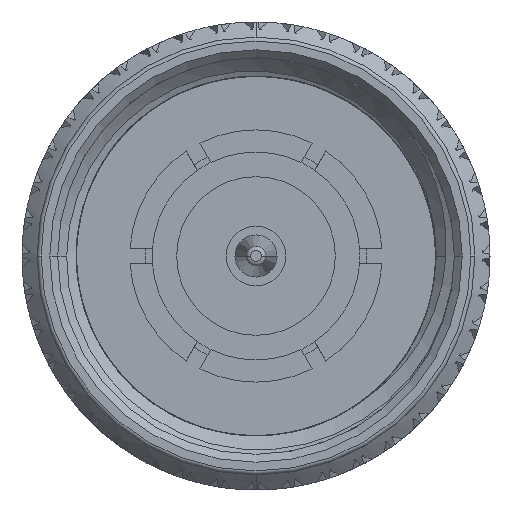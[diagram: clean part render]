
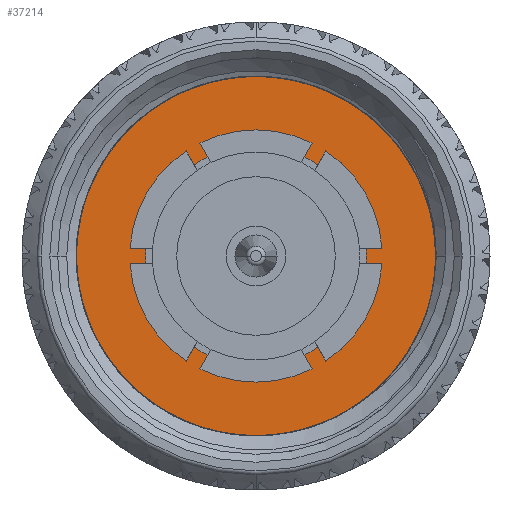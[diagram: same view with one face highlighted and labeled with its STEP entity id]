
A CAD part, left-side view. The second image highlights one B-rep face of the part: STEP entity #37214.
In plain terms, the highlighted planar face has unit normal (-1, 0, 0).
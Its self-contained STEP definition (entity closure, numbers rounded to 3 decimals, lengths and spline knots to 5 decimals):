
#1906 = DIRECTION ( 'NONE',  ( 0., -1., 0. ) ) ;
#2977 = CARTESIAN_POINT ( 'NONE',  ( 0.315, 0.2227, -0.0496 ) ) ;
#3394 = CIRCLE ( 'NONE', #100714, 0.139 ) ;
#3974 = VERTEX_POINT ( 'NONE', #5275 ) ;
#4036 = CARTESIAN_POINT ( 'NONE',  ( 0.315, 0.2268, -0.02482 ) ) ;
#4224 = CARTESIAN_POINT ( 'NONE',  ( 0.315, -0.25, 0. ) ) ;
#5275 = CARTESIAN_POINT ( 'NONE',  ( 0.315, -0.24791, -0.03227 ) ) ;
#5414 = EDGE_CURVE ( 'NONE', #5996, #100990, #80645, .T. ) ;
#5423 = DIRECTION ( 'NONE',  ( -1., 0., 0. ) ) ;
#5996 = VERTEX_POINT ( 'NONE', #4224 ) ;
#6970 = CARTESIAN_POINT ( 'NONE',  ( 0.315, -0.23155, -0.08859 ) ) ;
#11907 = EDGE_CURVE ( 'NONE', #100990, #78003, #68561, .T. ) ;
#14725 = CARTESIAN_POINT ( 'NONE',  ( 0.315, -0.12317, -0.20757 ) ) ;
#14839 = CARTESIAN_POINT ( 'NONE',  ( 0.315, 0.2268, 0. ) ) ;
#15063 = CARTESIAN_POINT ( 'NONE',  ( 0.315, -0.24791, -0.03227 ) ) ;
#15401 = CARTESIAN_POINT ( 'NONE',  ( 0.315, 0.02449, -0.23471 ) ) ;
#19623 = DIRECTION ( 'NONE',  ( 0., -1., 0. ) ) ;
#22084 = CARTESIAN_POINT ( 'NONE',  ( 0.315, 0.12157, -0.19591 ) ) ;
#22435 = CARTESIAN_POINT ( 'NONE',  ( 0.315, 0.08056, -0.2182 ) ) ;
#22499 = EDGE_CURVE ( 'NONE', #102810, #77852, #3394, .T. ) ;
#22777 = CARTESIAN_POINT ( 'NONE',  ( 0.315, 0.09131, -0.21337 ) ) ;
#23111 = CARTESIAN_POINT ( 'NONE',  ( 0.315, -0.02259, -0.23588 ) ) ;
#23447 = CARTESIAN_POINT ( 'NONE',  ( 0.315, -0.23591, -0.07778 ) ) ;
#24038 = DIRECTION ( 'NONE',  ( 0., -1., 0. ) ) ;
#25077 = DIRECTION ( 'NONE',  ( -1., 0., 0. ) ) ;
#27543 = CARTESIAN_POINT ( 'NONE',  ( 0.315, 0.17973, -0.13833 ) ) ;
#27991 = DIRECTION ( 'NONE',  ( 0., -1., 0. ) ) ;
#28931 = CIRCLE ( 'NONE', #103934, 0.25 ) ;
#30548 = EDGE_CURVE ( 'NONE', #77852, #102810, #71964, .T. ) ;
#30806 = CARTESIAN_POINT ( 'NONE',  ( 0.315, -0.22135, -0.10953 ) ) ;
#31161 = CARTESIAN_POINT ( 'NONE',  ( 0.315, -0.04579, -0.23348 ) ) ;
#31507 = CARTESIAN_POINT ( 'NONE',  ( 0.315, -0.2023, -0.13917 ) ) ;
#32527 = CARTESIAN_POINT ( 'NONE',  ( 0.315, -0.139, 0. ) ) ;
#33150 = CARTESIAN_POINT ( 'NONE',  ( 0.315, 0.17973, -0.13833 ) ) ;
#34287 = ORIENTED_EDGE ( 'NONE', *, *, #65562, .T. ) ;
#37214 = ADVANCED_FACE ( 'NONE', ( #91706, #79234 ), #76716, .T. ) ;
#39259 = CARTESIAN_POINT ( 'NONE',  ( 0.315, -0.17936, -0.16566 ) ) ;
#39605 = CARTESIAN_POINT ( 'NONE',  ( 0.315, 0.14024, -0.18174 ) ) ;
#41462 = DIRECTION ( 'NONE',  ( -1., 0., 0. ) ) ;
#44376 = CARTESIAN_POINT ( 'NONE',  ( 0.315, 0.2268, 0. ) ) ;
#46736 = CARTESIAN_POINT ( 'NONE',  ( 0.315, 0.25, 0. ) ) ;
#46793 = EDGE_LOOP ( 'NONE', ( #80927, #81329 ) ) ;
#46943 = CARTESIAN_POINT ( 'NONE',  ( 0.315, -0.14317, -0.1955 ) ) ;
#47233 = VECTOR ( 'NONE', #1906, 39.37008 ) ;
#47290 = CARTESIAN_POINT ( 'NONE',  ( 0.315, -0.15286, -0.18864 ) ) ;
#49269 = CARTESIAN_POINT ( 'NONE',  ( 0.315, 0.139, 0. ) ) ;
#51315 = AXIS2_PLACEMENT_3D ( 'NONE', #70227, #5423, #69534 ) ;
#53976 = CARTESIAN_POINT ( 'NONE',  ( 0.315, -0.08002, -0.22563 ) ) ;
#54683 = CARTESIAN_POINT ( 'NONE',  ( 0.315, 0.17294, -0.148 ) ) ;
#55934 = ORIENTED_EDGE ( 'NONE', *, *, #5414, .T. ) ;
#60263 = CARTESIAN_POINT ( 'NONE',  ( 0.315, 0.17973, -0.13833 ) ) ;
#60547 = CARTESIAN_POINT ( 'NONE',  ( 0.315, 0., 0. ) ) ;
#62315 = CARTESIAN_POINT ( 'NONE',  ( 0.315, -0.11279, -0.21284 ) ) ;
#62889 = B_SPLINE_CURVE_WITH_KNOTS ( 'NONE', 3,
 ( #60263, #54683, #70072, #94285, #39605, #22084, #63331, #22777, #22435, #95338, #15401, #71441, #23111, #31161, #94643, #53976, #78868, #62315, #14725, #46943, #47290, #103063, #39259, #70740, #31507, #70405, #30806, #6970, #23447, #86906, #86555, #15063 ),
 .UNSPECIFIED., .F., .F.,
 ( 4, 2, 2, 2, 2, 2, 2, 2, 2, 2, 2, 2, 2, 2, 2, 4 ),
 ( 0., 0.00089, 0.00179, 0.00268, 0.00357, 0.00536, 0.00625, 0.00714, 0.00804, 0.00893, 0.00982, 0.01072, 0.01161, 0.0125, 0.0134, 0.01429 ),
 .UNSPECIFIED. ) ;
#63331 = CARTESIAN_POINT ( 'NONE',  ( 0.315, 0.11178, -0.20223 ) ) ;
#64823 = EDGE_LOOP ( 'NONE', ( #34287, #55934, #92110, #83792, #76419 ) ) ;
#65562 = EDGE_CURVE ( 'NONE', #3974, #5996, #28931, .T. ) ;
#67923 = DIRECTION ( 'NONE',  ( -1., 0., 0. ) ) ;
#67993 = B_SPLINE_CURVE_WITH_KNOTS ( 'NONE', 3,
 ( #44376, #4036, #2977, #83982, #68535, #27543 ),
 .UNSPECIFIED., .F., .F.,
 ( 4, 2, 4 ),
 ( 0., 0.00189, 0.00378 ),
 .UNSPECIFIED. ) ;
#68274 = DIRECTION ( 'NONE',  ( -1., 0., 0. ) ) ;
#68535 = CARTESIAN_POINT ( 'NONE',  ( 0.315, 0.19487, -0.11866 ) ) ;
#68561 = LINE ( 'NONE', #90962, #47233 ) ;
#69534 = DIRECTION ( 'NONE',  ( 0., -1., 0. ) ) ;
#70072 = CARTESIAN_POINT ( 'NONE',  ( 0.315, 0.16544, -0.15702 ) ) ;
#70227 = CARTESIAN_POINT ( 'NONE',  ( 0.315, 0., 0. ) ) ;
#70405 = CARTESIAN_POINT ( 'NONE',  ( 0.315, -0.21552, -0.11965 ) ) ;
#70416 = AXIS2_PLACEMENT_3D ( 'NONE', #103996, #25077, #24038 ) ;
#70740 = CARTESIAN_POINT ( 'NONE',  ( 0.315, -0.19503, -0.1484 ) ) ;
#71441 = CARTESIAN_POINT ( 'NONE',  ( 0.315, -0.01084, -0.23625 ) ) ;
#71964 = CIRCLE ( 'NONE', #51315, 0.139 ) ;
#73312 = CARTESIAN_POINT ( 'NONE',  ( 0.315, 0., 0. ) ) ;
#76331 = EDGE_CURVE ( 'NONE', #78003, #80218, #67993, .T. ) ;
#76419 = ORIENTED_EDGE ( 'NONE', *, *, #85832, .T. ) ;
#76716 = PLANE ( 'NONE',  #92961 ) ;
#77852 = VERTEX_POINT ( 'NONE', #49269 ) ;
#78003 = VERTEX_POINT ( 'NONE', #14839 ) ;
#78868 = CARTESIAN_POINT ( 'NONE',  ( 0.315, -0.09126, -0.22186 ) ) ;
#79234 = FACE_BOUND ( 'NONE', #46793, .T. ) ;
#80218 = VERTEX_POINT ( 'NONE', #33150 ) ;
#80645 = CIRCLE ( 'NONE', #70416, 0.25 ) ;
#80927 = ORIENTED_EDGE ( 'NONE', *, *, #30548, .F. ) ;
#81329 = ORIENTED_EDGE ( 'NONE', *, *, #22499, .F. ) ;
#83792 = ORIENTED_EDGE ( 'NONE', *, *, #76331, .T. ) ;
#83982 = CARTESIAN_POINT ( 'NONE',  ( 0.315, 0.20673, -0.09651 ) ) ;
#85832 = EDGE_CURVE ( 'NONE', #80218, #3974, #62889, .T. ) ;
#86555 = CARTESIAN_POINT ( 'NONE',  ( 0.315, -0.24593, -0.04391 ) ) ;
#86906 = CARTESIAN_POINT ( 'NONE',  ( 0.315, -0.24311, -0.05542 ) ) ;
#89806 = DIRECTION ( 'NONE',  ( 0., -1., 0. ) ) ;
#90962 = CARTESIAN_POINT ( 'NONE',  ( 0.315, 0., 0. ) ) ;
#91706 = FACE_OUTER_BOUND ( 'NONE', #64823, .T. ) ;
#92110 = ORIENTED_EDGE ( 'NONE', *, *, #11907, .T. ) ;
#92961 = AXIS2_PLACEMENT_3D ( 'NONE', #60547, #68274, #19623 ) ;
#94285 = CARTESIAN_POINT ( 'NONE',  ( 0.315, 0.14913, -0.17387 ) ) ;
#94643 = CARTESIAN_POINT ( 'NONE',  ( 0.315, -0.05727, -0.23143 ) ) ;
#95338 = CARTESIAN_POINT ( 'NONE',  ( 0.315, 0.04734, -0.23019 ) ) ;
#99900 = CARTESIAN_POINT ( 'NONE',  ( 0.315, 0., 0. ) ) ;
#100714 = AXIS2_PLACEMENT_3D ( 'NONE', #99900, #67923, #27991 ) ;
#100990 = VERTEX_POINT ( 'NONE', #46736 ) ;
#102810 = VERTEX_POINT ( 'NONE', #32527 ) ;
#103063 = CARTESIAN_POINT ( 'NONE',  ( 0.315, -0.17094, -0.17372 ) ) ;
#103934 = AXIS2_PLACEMENT_3D ( 'NONE', #73312, #41462, #89806 ) ;
#103996 = CARTESIAN_POINT ( 'NONE',  ( 0.315, 0., 0. ) ) ;
